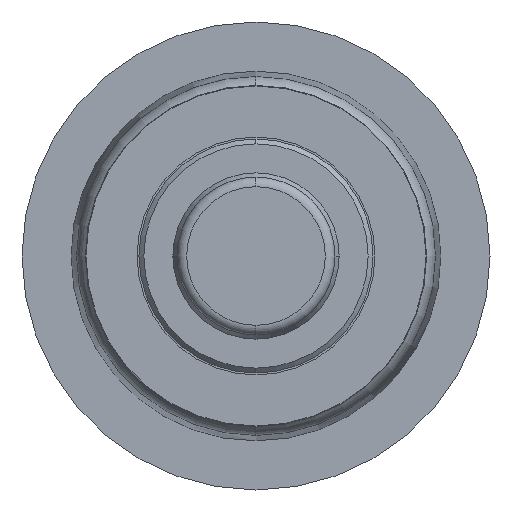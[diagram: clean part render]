
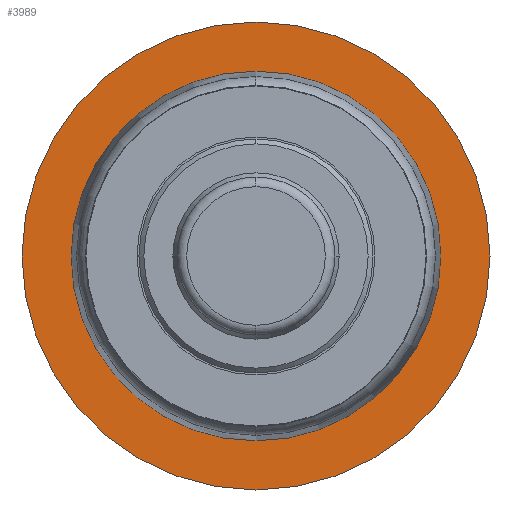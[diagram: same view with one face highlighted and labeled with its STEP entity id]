
A CAD part, left-side view. The second image highlights one B-rep face of the part: STEP entity #3989.
In plain terms, the highlighted planar face has unit normal (-1, 0, 0).
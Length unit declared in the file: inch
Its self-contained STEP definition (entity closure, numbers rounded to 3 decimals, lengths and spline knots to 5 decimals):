
#62 = VERTEX_POINT ( 'NONE', #547 ) ;
#103 = VERTEX_POINT ( 'NONE', #3544 ) ;
#302 = DIRECTION ( 'NONE',  ( 0., 0., 1. ) ) ;
#364 = CARTESIAN_POINT ( 'NONE',  ( 2.65, 0., 0. ) ) ;
#438 = CIRCLE ( 'NONE', #1902, 1.5 ) ;
#479 = FACE_BOUND ( 'NONE', #2361, .T. ) ;
#508 = PLANE ( 'NONE',  #4181 ) ;
#547 = CARTESIAN_POINT ( 'NONE',  ( 2.65, 0., 1.5 ) ) ;
#1347 = EDGE_CURVE ( 'NONE', #2522, #103, #1765, .T. ) ;
#1750 = ORIENTED_EDGE ( 'NONE', *, *, #1347, .F. ) ;
#1765 = CIRCLE ( 'NONE', #1958, 1.185 ) ;
#1889 = CIRCLE ( 'NONE', #2590, 1.185 ) ;
#1902 = AXIS2_PLACEMENT_3D ( 'NONE', #364, #4906, #302 ) ;
#1958 = AXIS2_PLACEMENT_3D ( 'NONE', #5361, #4432, #3445 ) ;
#2144 = ORIENTED_EDGE ( 'NONE', *, *, #3679, .T. ) ;
#2361 = EDGE_LOOP ( 'NONE', ( #1750, #3426 ) ) ;
#2393 = CARTESIAN_POINT ( 'NONE',  ( 2.65, 0., -1.5 ) ) ;
#2522 = VERTEX_POINT ( 'NONE', #3090 ) ;
#2590 = AXIS2_PLACEMENT_3D ( 'NONE', #4785, #3372, #4416 ) ;
#3090 = CARTESIAN_POINT ( 'NONE',  ( 2.65, 0., -1.185 ) ) ;
#3372 = DIRECTION ( 'NONE',  ( -1., 0., 0. ) ) ;
#3390 = DIRECTION ( 'NONE',  ( 1., 0., 0. ) ) ;
#3426 = ORIENTED_EDGE ( 'NONE', *, *, #5699, .F. ) ;
#3445 = DIRECTION ( 'NONE',  ( 0., 0., 1. ) ) ;
#3544 = CARTESIAN_POINT ( 'NONE',  ( 2.65, 0., 1.185 ) ) ;
#3679 = EDGE_CURVE ( 'NONE', #62, #5626, #4567, .T. ) ;
#3782 = FACE_OUTER_BOUND ( 'NONE', #5602, .T. ) ;
#3989 = ADVANCED_FACE ( 'NONE', ( #479, #3782 ), #508, .F. ) ;
#4181 = AXIS2_PLACEMENT_3D ( 'NONE', #4803, #3390, #5715 ) ;
#4416 = DIRECTION ( 'NONE',  ( 0., 0., 1. ) ) ;
#4432 = DIRECTION ( 'NONE',  ( -1., 0., 0. ) ) ;
#4442 = DIRECTION ( 'NONE',  ( 0., 0., 1. ) ) ;
#4500 = CARTESIAN_POINT ( 'NONE',  ( 2.65, 0., 0. ) ) ;
#4567 = CIRCLE ( 'NONE', #5153, 1.5 ) ;
#4785 = CARTESIAN_POINT ( 'NONE',  ( 2.65, 0., 0. ) ) ;
#4803 = CARTESIAN_POINT ( 'NONE',  ( 2.65, 1.5, 0. ) ) ;
#4898 = EDGE_CURVE ( 'NONE', #5626, #62, #438, .T. ) ;
#4906 = DIRECTION ( 'NONE',  ( -1., 0., 0. ) ) ;
#5153 = AXIS2_PLACEMENT_3D ( 'NONE', #4500, #5399, #4442 ) ;
#5361 = CARTESIAN_POINT ( 'NONE',  ( 2.65, 0., 0. ) ) ;
#5399 = DIRECTION ( 'NONE',  ( -1., 0., 0. ) ) ;
#5602 = EDGE_LOOP ( 'NONE', ( #2144, #6077 ) ) ;
#5626 = VERTEX_POINT ( 'NONE', #2393 ) ;
#5699 = EDGE_CURVE ( 'NONE', #103, #2522, #1889, .T. ) ;
#5715 = DIRECTION ( 'NONE',  ( 0., 1., 0. ) ) ;
#6077 = ORIENTED_EDGE ( 'NONE', *, *, #4898, .T. ) ;
